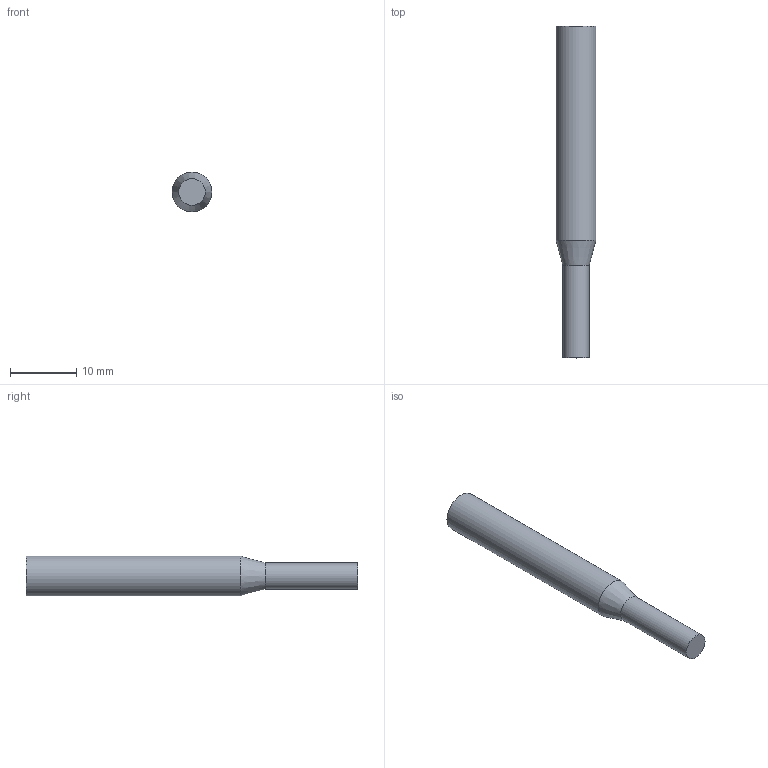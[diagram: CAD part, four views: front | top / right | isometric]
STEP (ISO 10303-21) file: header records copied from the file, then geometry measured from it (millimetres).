
FILE_DESCRIPTION(('OPEN MIND Model'),'2;1');
FILE_NAME('OPEN MIND Shape Model','2020-06-26T08:29:43',('Author'),( 'hyperCAD-S '),'hyperCAD-S STEP processor 6.6','hyperCAD-S 1.0' ,'Unknown');
FILE_SCHEMA(('AUTOMOTIVE_DESIGN { 1 0 10303 214 1 1 1 1 }'));
Length unit declared in the file: millimetre
Products named in the file (16): Product 7; Product 7.1; Product 7.2; Product 7.3; Product 7.4; Product 7.5; Product 7.6; Product 7.7; Product 7.8; Product 7.9; Product 7.10; Product 7.11; Product 7.12; Product 7.13; Product 7.14; Product 7.15
Assembly tree (15 placements, depth 2):
  Product 7
    Product 7.1
    Product 7.2
    Product 7.3
    Product 7.4
    Product 7.5
    Product 7.6
    Product 7.7
    Product 7.8
    Product 7.9
    Product 7.10
    Product 7.11
    Product 7.12
    Product 7.13
    Product 7.14
    Product 7.15
Bounding box: 6 x 50 x 6 mm (x, y, z)
Surface area: 1846.8 mm2
Topology: 3 solids, 6 shells, 14 faces, 28 edges, 36 vertices
Faces by surface type: plane 8, cylinder 4, cone 2
Full cylindrical faces by diameter (mm): 4 x2, 6 x2
Entity records: 876 total; most frequent: DIRECTION 124, CARTESIAN_POINT 122, LINE 43, VECTOR 43, AXIS2_PLACEMENT_3D 38, ORIENTED_EDGE 32, PRODUCT_DEFINITION_SHAPE 31, PCURVE 28
